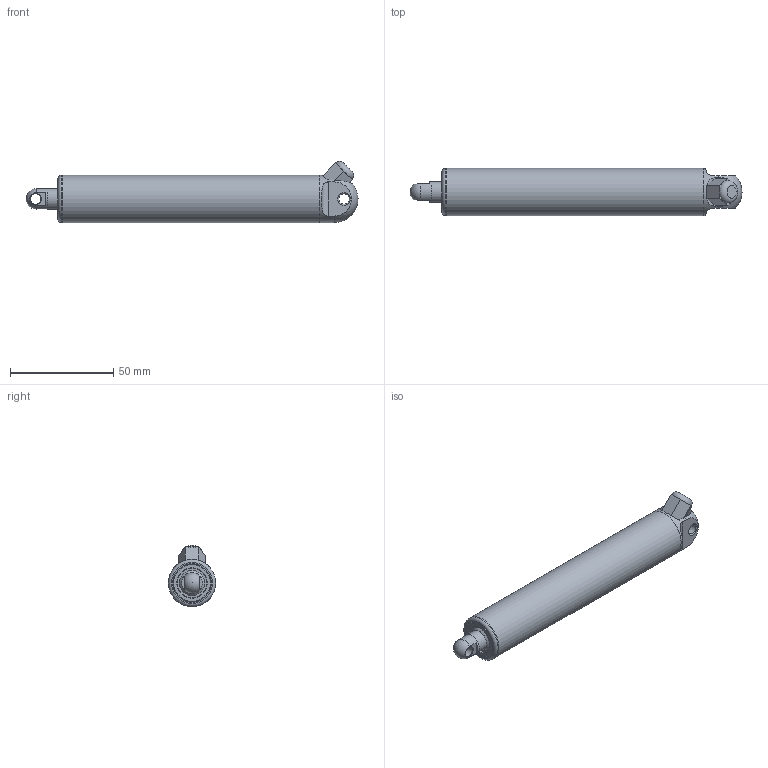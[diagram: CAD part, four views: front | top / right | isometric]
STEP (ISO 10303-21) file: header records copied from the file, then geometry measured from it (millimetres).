
FILE_DESCRIPTION( ( '' ), ' ' );
FILE_NAME( '5cf555e80807eb172fc84a3c.step', '2019-06-03T17:16:24', ( '' ), ( '' ), ' ', ' ', ' ' );
FILE_SCHEMA( ( 'AUTOMOTIVE_DESIGN { 1 0 10303 214 1 1 1 1 }' ) );
Length unit declared in the file: metre
Products named in the file (7): Assem1; Cylinder Shaft; Cylinder End Seal; Cylinder Rod End; Cylinder Clevis; Cylinder Body; Cylinder Seal Cap
Assembly tree (6 placements, depth 2):
  Assem1
    Cylinder Shaft
    Cylinder End Seal
    Cylinder Rod End
    Cylinder Clevis
    Cylinder Body
    Cylinder Seal Cap
Bounding box: 161 x 22.86 x 29.64 mm (x, y, z)
Volume: 60282.2 mm3; surface area: 14990 mm2
Topology: 6 solids, 6 shells, 63 faces, 134 edges, 83 vertices
Faces by surface type: plane 37, cylinder 14, cone 6, torus 4, sphere 2
Full cylindrical faces by diameter (mm): 5.1 x1, 5.15 x1, 10 x3, 14.25 x1, 18.25 x2, 22.85 x1, 22.86 x2
Entity records: 2282 total; most frequent: CARTESIAN_POINT 381, DIRECTION 294, ORIENTED_EDGE 210, AXIS2_PLACEMENT_3D 126, EDGE_CURVE 105, EDGE_LOOP 94, VERTEX_POINT 79, FACE_OUTER_BOUND 78
